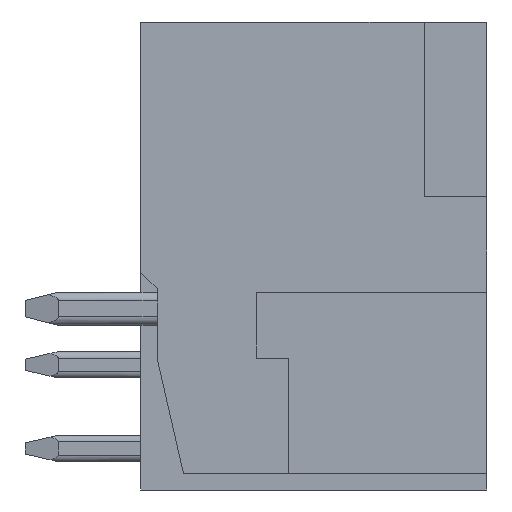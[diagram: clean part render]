
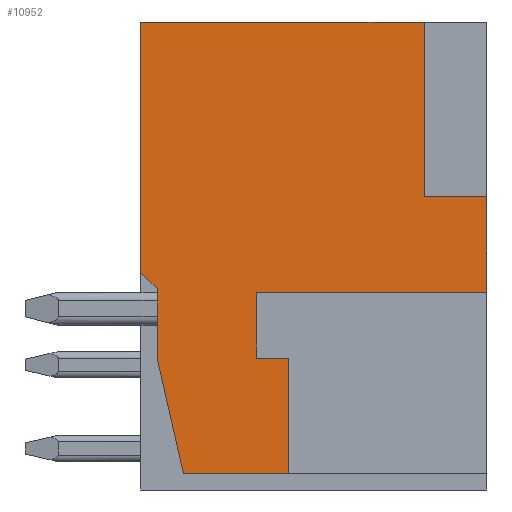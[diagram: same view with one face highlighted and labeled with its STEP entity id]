
A CAD part, front view. The second image highlights one B-rep face of the part: STEP entity #10952.
In plain terms, the highlighted planar face has unit normal (0, -1, 0).
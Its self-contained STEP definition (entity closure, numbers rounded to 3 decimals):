
#120=DIRECTION('',(1.,0.,0.));
#121=VECTOR('',#120,7.);
#122=CARTESIAN_POINT('',(-1.75,-20.29,-1.1));
#123=LINE('',#122,#121);
#592=DIRECTION('',(0.223,0.,-0.975));
#593=VECTOR('',#592,3.59);
#594=CARTESIAN_POINT('',(-4.75,-20.29,-3.1));
#595=LINE('',#594,#593);
#596=DIRECTION('',(0.,0.,1.));
#597=VECTOR('',#596,2.1);
#598=CARTESIAN_POINT('',(-4.75,-20.29,-3.1));
#599=LINE('',#598,#597);
#600=DIRECTION('',(0.707,0.,-0.707));
#601=VECTOR('',#600,0.707);
#602=CARTESIAN_POINT('',(-5.25,-20.29,-0.5));
#603=LINE('',#602,#601);
#604=DIRECTION('',(0.,0.,-1.));
#605=VECTOR('',#604,7.6);
#606=CARTESIAN_POINT('',(-5.25,-20.29,7.1));
#607=LINE('',#606,#605);
#608=DIRECTION('',(-1.,0.,0.));
#609=VECTOR('',#608,8.6);
#610=CARTESIAN_POINT('',(3.35,-20.29,7.1));
#611=LINE('',#610,#609);
#612=DIRECTION('',(0.,0.,-1.));
#613=VECTOR('',#612,5.3);
#614=CARTESIAN_POINT('',(3.35,-20.29,7.1));
#615=LINE('',#614,#613);
#616=DIRECTION('',(-1.,0.,0.));
#617=VECTOR('',#616,1.9);
#618=CARTESIAN_POINT('',(5.25,-20.29,1.8));
#619=LINE('',#618,#617);
#620=DIRECTION('',(0.,0.,1.));
#621=VECTOR('',#620,2.9);
#622=CARTESIAN_POINT('',(5.25,-20.29,-1.1));
#623=LINE('',#622,#621);
#624=DIRECTION('',(0.,0.,-1.));
#625=VECTOR('',#624,2.);
#626=CARTESIAN_POINT('',(-1.75,-20.29,-1.1));
#627=LINE('',#626,#625);
#628=DIRECTION('',(1.,0.,0.));
#629=VECTOR('',#628,1.);
#630=CARTESIAN_POINT('',(-1.75,-20.29,-3.1));
#631=LINE('',#630,#629);
#632=DIRECTION('',(0.,0.,1.));
#633=VECTOR('',#632,3.5);
#634=CARTESIAN_POINT('',(-0.75,-20.29,-6.6));
#635=LINE('',#634,#633);
#636=DIRECTION('',(1.,0.,0.));
#637=VECTOR('',#636,3.2);
#638=CARTESIAN_POINT('',(-3.95,-20.29,-6.6));
#639=LINE('',#638,#637);
#8219=CARTESIAN_POINT('',(-5.25,-20.29,7.1));
#8221=VERTEX_POINT('',#8219);
#8249=CARTESIAN_POINT('',(3.35,-20.29,7.1));
#8250=VERTEX_POINT('',#8249);
#8251=CARTESIAN_POINT('',(5.25,-20.29,1.8));
#8253=VERTEX_POINT('',#8251);
#8261=CARTESIAN_POINT('',(3.35,-20.29,1.8));
#8262=VERTEX_POINT('',#8261);
#8301=CARTESIAN_POINT('',(5.25,-20.29,-1.1));
#8302=VERTEX_POINT('',#8301);
#8307=CARTESIAN_POINT('',(-1.75,-20.29,-3.1));
#8308=CARTESIAN_POINT('',(-0.75,-20.29,-3.1));
#8309=VERTEX_POINT('',#8307);
#8310=VERTEX_POINT('',#8308);
#8313=CARTESIAN_POINT('',(-0.75,-20.29,-6.6));
#8314=VERTEX_POINT('',#8313);
#8315=CARTESIAN_POINT('',(-1.75,-20.29,-1.1));
#8316=VERTEX_POINT('',#8315);
#8319=CARTESIAN_POINT('',(-5.25,-20.29,-0.5));
#8320=CARTESIAN_POINT('',(-4.75,-20.29,-1.));
#8321=VERTEX_POINT('',#8319);
#8322=VERTEX_POINT('',#8320);
#8335=CARTESIAN_POINT('',(-4.75,-20.29,-3.1));
#8336=CARTESIAN_POINT('',(-3.95,-20.29,-6.6));
#8337=VERTEX_POINT('',#8335);
#8338=VERTEX_POINT('',#8336);
#10924=CARTESIAN_POINT('',(0.,-20.29,0.));
#10925=DIRECTION('',(0.,-1.,0.));
#10926=DIRECTION('',(1.,0.,0.));
#10927=AXIS2_PLACEMENT_3D('',#10924,#10925,#10926);
#10928=PLANE('',#10927);
#10929=ORIENTED_EDGE('',*,*,#10915,.F.);
#10930=ORIENTED_EDGE('',*,*,#10855,.T.);
#10932=ORIENTED_EDGE('',*,*,#10931,.F.);
#10934=ORIENTED_EDGE('',*,*,#10933,.F.);
#10936=ORIENTED_EDGE('',*,*,#10935,.F.);
#10938=ORIENTED_EDGE('',*,*,#10937,.T.);
#10940=ORIENTED_EDGE('',*,*,#10939,.F.);
#10942=ORIENTED_EDGE('',*,*,#10941,.F.);
#10943=ORIENTED_EDGE('',*,*,#10356,.F.);
#10944=ORIENTED_EDGE('',*,*,#10414,.T.);
#10946=ORIENTED_EDGE('',*,*,#10945,.T.);
#10948=ORIENTED_EDGE('',*,*,#10947,.F.);
#10949=ORIENTED_EDGE('',*,*,#10537,.F.);
#10950=EDGE_LOOP('',(#10929,#10930,#10932,#10934,#10936,#10938,#10940,#10942,
#10943,#10944,#10946,#10948,#10949));
#10951=FACE_OUTER_BOUND('',#10950,.F.);
#10952=ADVANCED_FACE('',(#10951),#10928,.T.);
#10356=EDGE_CURVE('',#8316,#8302,#123,.T.);
#10414=EDGE_CURVE('',#8316,#8309,#627,.T.);
#10537=EDGE_CURVE('',#8338,#8314,#639,.T.);
#10855=EDGE_CURVE('',#8337,#8322,#599,.T.);
#10915=EDGE_CURVE('',#8337,#8338,#595,.T.);
#10931=EDGE_CURVE('',#8321,#8322,#603,.T.);
#10933=EDGE_CURVE('',#8221,#8321,#607,.T.);
#10935=EDGE_CURVE('',#8250,#8221,#611,.T.);
#10937=EDGE_CURVE('',#8250,#8262,#615,.T.);
#10939=EDGE_CURVE('',#8253,#8262,#619,.T.);
#10941=EDGE_CURVE('',#8302,#8253,#623,.T.);
#10945=EDGE_CURVE('',#8309,#8310,#631,.T.);
#10947=EDGE_CURVE('',#8314,#8310,#635,.T.);
